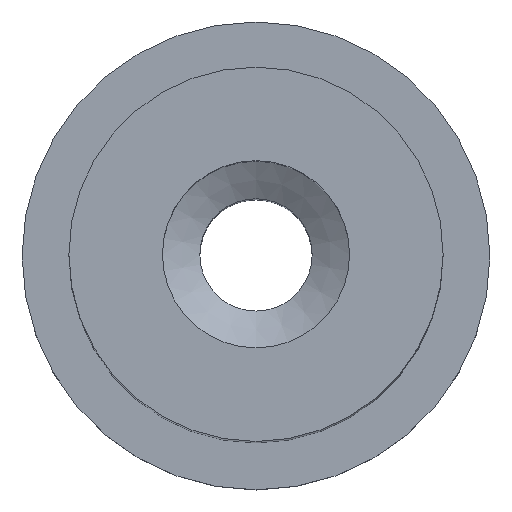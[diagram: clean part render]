
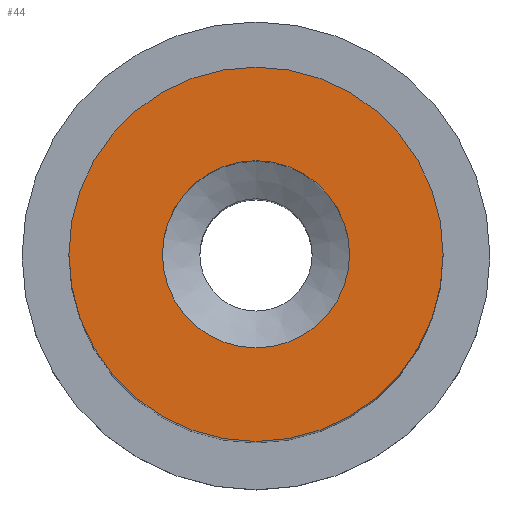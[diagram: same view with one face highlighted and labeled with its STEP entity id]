
A CAD part, top view. The second image highlights one B-rep face of the part: STEP entity #44.
In plain terms, the highlighted planar face has unit normal (0, 0, 1).
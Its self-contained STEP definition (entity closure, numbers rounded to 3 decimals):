
#35=PLANE('',#180);
#44=ADVANCED_FACE('',(#66,#67),#35,.T.);
#66=FACE_BOUND('',#86,.T.);
#67=FACE_BOUND('',#87,.T.);
#86=EDGE_LOOP('',(#106));
#87=EDGE_LOOP('',(#107));
#106=ORIENTED_EDGE('',*,*,#130,.T.);
#107=ORIENTED_EDGE('',*,*,#129,.F.);
#119=VERTEX_POINT('',#257);
#120=VERTEX_POINT('',#260);
#129=EDGE_CURVE('',#119,#119,#139,.T.);
#130=EDGE_CURVE('',#120,#120,#140,.T.);
#139=CIRCLE('',#177,5.);
#140=CIRCLE('',#179,10.);
#177=AXIS2_PLACEMENT_3D('',#256,#218,#219);
#179=AXIS2_PLACEMENT_3D('',#259,#222,#223);
#180=AXIS2_PLACEMENT_3D('',#261,#224,#225);
#218=DIRECTION('',(0.,0.,1.));
#219=DIRECTION('',(0.,-1.,0.));
#222=DIRECTION('',(0.,0.,1.));
#223=DIRECTION('',(0.,-1.,0.));
#224=DIRECTION('',(0.,0.,1.));
#225=DIRECTION('',(0.,1.,0.));
#256=CARTESIAN_POINT('',(0.,0.,50.));
#257=CARTESIAN_POINT('',(0.,-5.,50.));
#259=CARTESIAN_POINT('',(0.,0.,50.));
#260=CARTESIAN_POINT('',(0.,-10.,50.));
#261=CARTESIAN_POINT('',(0.,5.,50.));
